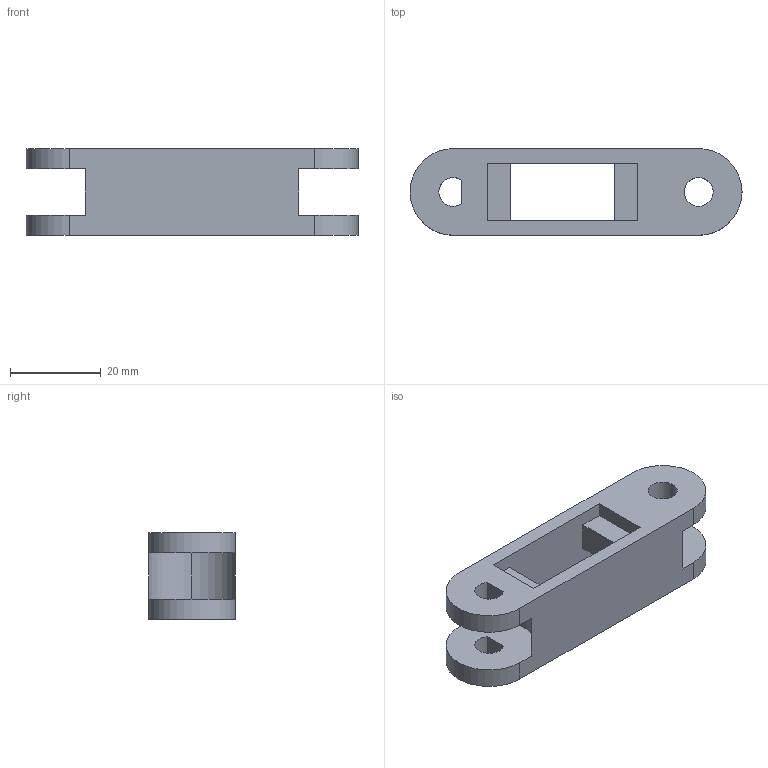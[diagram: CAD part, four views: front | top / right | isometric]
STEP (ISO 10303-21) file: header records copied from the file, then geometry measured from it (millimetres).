
FILE_DESCRIPTION (( 'STEP AP214' ), '1' );
FILE_NAME ('Leg-Medial.STEP', '2024-07-08T18:58:42', ( '' ), ( '' ), 'SwSTEP 2.0', 'SolidWorks 2024', '' );
FILE_SCHEMA (( 'AUTOMOTIVE_DESIGN' ));
Length unit declared in the file: inch
Products named in the file (1): Leg-Medial
Bounding box: 73.03 x 19.05 x 19.05 mm (x, y, z)
Volume: 11810.1 mm3; surface area: 7827.4 mm2
Topology: 1 solids, 1 shells, 35 faces, 99 edges, 66 vertices
Faces by surface type: plane 20, cylinder 15
Entity records: 1190 total; most frequent: CARTESIAN_POINT 201, DIRECTION 201, ORIENTED_EDGE 198, EDGE_CURVE 99, VECTOR 69, LINE 69, VERTEX_POINT 66, AXIS2_PLACEMENT_3D 66
